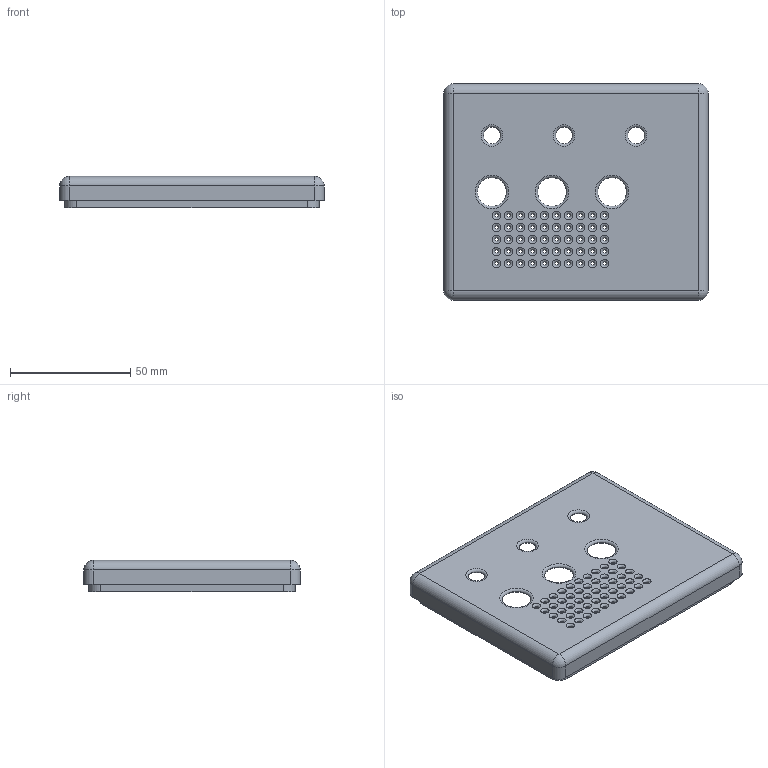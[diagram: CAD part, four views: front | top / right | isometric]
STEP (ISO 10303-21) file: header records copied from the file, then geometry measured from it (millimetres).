
FILE_DESCRIPTION(/* description */ ('STEP AP242','CAx-IF Rec.Pracs.---Representation and Presentation of Product Manufacturing Information (PMI)---4.0---2014-10-13','CAx-IF Rec.Pracs.---3D Tessellated Geometry---0.4---2014-09-14','2;1'),/* implementation_level */ '2;1');
FILE_NAME(/* name */ '65789197afa3df3de57fdcec',/* time_stamp */ '2023-12-12T17:00:08Z',/* author */ (''),/* organization */ (''),/* preprocessor_version */ 'ST-DEVELOPER v19.4',/* originating_system */ ' ',/* authorisation */ ' ');
FILE_SCHEMA (('AP242_MANAGED_MODEL_BASED_3D_ENGINEERING_MIM_LF { 1 0 10303 442 1 1 4 }'));
Length unit declared in the file: metre
Products named in the file (1): Lid
Bounding box: 110 x 90 x 13 mm (x, y, z)
Volume: 18189.4 mm3; surface area: 29763.2 mm2
Topology: 1 solids, 1 shells, 185 faces, 446 edges, 262 vertices
Faces by surface type: cylinder 88, torus 56, plane 29, sphere 8, cone 4
Full cylindrical faces by diameter (mm): 1.5 x50, 2.3 x4, 6 x4, 7 x3, 12 x3
Entity records: 4936 total; most frequent: DIRECTION 920, CARTESIAN_POINT 758, ORIENTED_EDGE 624, EDGE_LOOP 428, FACE_BOUND 428, AXIS2_PLACEMENT_3D 422, EDGE_CURVE 312, VERTEX_POINT 260
